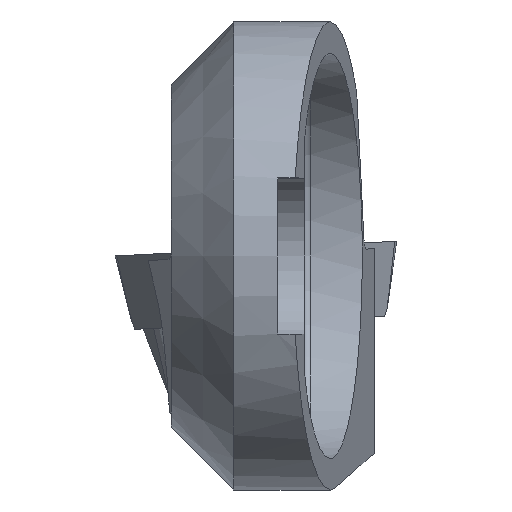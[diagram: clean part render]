
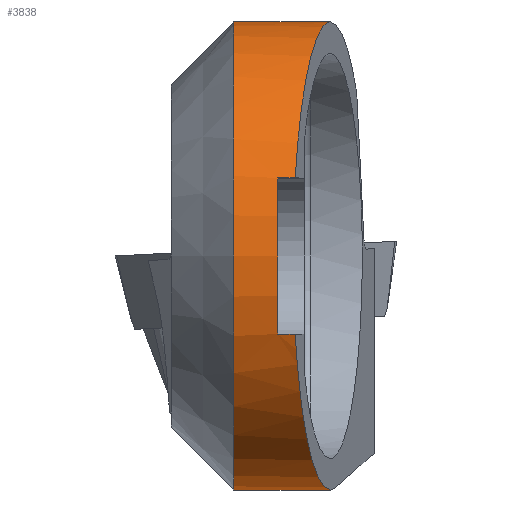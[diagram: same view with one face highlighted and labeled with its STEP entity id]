
A CAD part, front view. The second image highlights one B-rep face of the part: STEP entity #3838.
In plain terms, the highlighted cylindrical face has radius 7.5 mm (diameter 15 mm), a partial arc.
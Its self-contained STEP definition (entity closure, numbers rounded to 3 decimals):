
#25 = CARTESIAN_POINT ( 'NONE',  ( -6.2, 0., -7.5 ) ) ;
#45 = EDGE_CURVE ( 'NONE', #3580, #3589, #1200, .T. ) ;
#92 = CARTESIAN_POINT ( 'NONE',  ( -0.282, -7.071, 2.5 ) ) ;
#102 = CARTESIAN_POINT ( 'NONE',  ( -0.282, -7.071, -2.5 ) ) ;
#169 = CARTESIAN_POINT ( 'NONE',  ( -0.108, -5.975, 5.601 ) ) ;
#199 = CARTESIAN_POINT ( 'NONE',  ( -6.2, 0., 0. ) ) ;
#334 = ORIENTED_EDGE ( 'NONE', *, *, #2586, .T. ) ;
#361 = VERTEX_POINT ( 'NONE', #2408 ) ;
#476 = EDGE_CURVE ( 'NONE', #2419, #2477, #2310, .T. ) ;
#501 = VERTEX_POINT ( 'NONE', #1441 ) ;
#538 = LINE ( 'NONE', #1778, #1919 ) ;
#662 = CARTESIAN_POINT ( 'NONE',  ( -2.25, 0., 7.5 ) ) ;
#711 = CARTESIAN_POINT ( 'NONE',  ( -6.2, -7.071, 2.5 ) ) ;
#774 = CARTESIAN_POINT ( 'NONE',  ( -0.282, -7.071, 2.5 ) ) ;
#820 = FACE_OUTER_BOUND ( 'NONE', #2765, .T. ) ;
#950 = CARTESIAN_POINT ( 'NONE',  ( 0.838, 0., 7.5 ) ) ;
#996 = DIRECTION ( 'NONE',  ( 1., 0., 0. ) ) ;
#1002 = CARTESIAN_POINT ( 'NONE',  ( -0.108, -5.975, -5.601 ) ) ;
#1123 = CARTESIAN_POINT ( 'NONE',  ( 0.317, -3.289, -7.5 ) ) ;
#1200 = LINE ( 'NONE', #3014, #1954 ) ;
#1228 = DIRECTION ( 'NONE',  ( 1., 0., 0. ) ) ;
#1275 = CARTESIAN_POINT ( 'NONE',  ( -0.85, -7.071, -2.5 ) ) ;
#1355 = CARTESIAN_POINT ( 'NONE',  ( -2.25, 0., 0. ) ) ;
#1369 = CARTESIAN_POINT ( 'NONE',  ( 0.838, 0., 7.5 ) ) ;
#1393 = DIRECTION ( 'NONE',  ( 0., 0., -1. ) ) ;
#1403 = ORIENTED_EDGE ( 'NONE', *, *, #2674, .T. ) ;
#1441 = CARTESIAN_POINT ( 'NONE',  ( -0.85, -7.071, 2.5 ) ) ;
#1628 = CARTESIAN_POINT ( 'NONE',  ( -0.85, 0., 0. ) ) ;
#1655 =( BOUNDED_CURVE ( )  B_SPLINE_CURVE ( 3, ( #774, #169, #2232, #1369 ),
 .UNSPECIFIED., .F., .T. ) 
 B_SPLINE_CURVE_WITH_KNOTS ( ( 4, 4 ),
 ( 3.481, 4.712 ),
 .UNSPECIFIED. ) 
 CURVE ( )  GEOMETRIC_REPRESENTATION_ITEM ( )  RATIONAL_B_SPLINE_CURVE ( ( 1., 0.878, 0.878, 1. ) ) 
 REPRESENTATION_ITEM ( '' )  );
#1673 = DIRECTION ( 'NONE',  ( 1., 0., 0. ) ) ;
#1691 = CIRCLE ( 'NONE', #3264, 7.5 ) ;
#1710 = ORIENTED_EDGE ( 'NONE', *, *, #2197, .F. ) ;
#1742 = VECTOR ( 'NONE', #2298, 1000. ) ;
#1777 = ORIENTED_EDGE ( 'NONE', *, *, #45, .F. ) ;
#1778 = CARTESIAN_POINT ( 'NONE',  ( -6.2, -7.071, -2.5 ) ) ;
#1919 = VECTOR ( 'NONE', #3529, 1000. ) ;
#1954 = VECTOR ( 'NONE', #996, 1000. ) ;
#1962 = DIRECTION ( 'NONE',  ( -1., 0., 0. ) ) ;
#1992 = ORIENTED_EDGE ( 'NONE', *, *, #476, .T. ) ;
#2197 = EDGE_CURVE ( 'NONE', #501, #3620, #1691, .T. ) ;
#2232 = CARTESIAN_POINT ( 'NONE',  ( 0.317, -3.289, 7.5 ) ) ;
#2259 = DIRECTION ( 'NONE',  ( 0., 0., 1. ) ) ;
#2278 = EDGE_CURVE ( 'NONE', #361, #3580, #3892, .T. ) ;
#2298 = DIRECTION ( 'NONE',  ( 1., 0., 0. ) ) ;
#2310 =( BOUNDED_CURVE ( )  B_SPLINE_CURVE ( 3, ( #2614, #1123, #1002, #102 ),
 .UNSPECIFIED., .F., .T. ) 
 B_SPLINE_CURVE_WITH_KNOTS ( ( 4, 4 ),
 ( 1.571, 2.802 ),
 .UNSPECIFIED. ) 
 CURVE ( )  GEOMETRIC_REPRESENTATION_ITEM ( )  RATIONAL_B_SPLINE_CURVE ( ( 1., 0.878, 0.878, 1. ) ) 
 REPRESENTATION_ITEM ( '' )  );
#2320 = AXIS2_PLACEMENT_3D ( 'NONE', #1355, #1962, #2259 ) ;
#2408 = CARTESIAN_POINT ( 'NONE',  ( -2.25, 0., -7.5 ) ) ;
#2419 = VERTEX_POINT ( 'NONE', #2706 ) ;
#2462 = LINE ( 'NONE', #25, #2936 ) ;
#2477 = VERTEX_POINT ( 'NONE', #3547 ) ;
#2496 = AXIS2_PLACEMENT_3D ( 'NONE', #199, #3269, #3514 ) ;
#2586 = EDGE_CURVE ( 'NONE', #361, #2419, #2462, .T. ) ;
#2614 = CARTESIAN_POINT ( 'NONE',  ( 0.838, 0., -7.5 ) ) ;
#2674 = EDGE_CURVE ( 'NONE', #3781, #3589, #1655, .T. ) ;
#2706 = CARTESIAN_POINT ( 'NONE',  ( 0.838, 0., -7.5 ) ) ;
#2725 = EDGE_CURVE ( 'NONE', #501, #3781, #2884, .T. ) ;
#2765 = EDGE_LOOP ( 'NONE', ( #1777, #3760, #334, #1992, #3298, #1710, #2896, #1403 ) ) ;
#2787 = EDGE_CURVE ( 'NONE', #2477, #3620, #538, .T. ) ;
#2884 = LINE ( 'NONE', #711, #1742 ) ;
#2896 = ORIENTED_EDGE ( 'NONE', *, *, #2725, .T. ) ;
#2936 = VECTOR ( 'NONE', #1228, 1000. ) ;
#2966 = CYLINDRICAL_SURFACE ( 'NONE', #2496, 7.5 ) ;
#3014 = CARTESIAN_POINT ( 'NONE',  ( -6.2, 0., 7.5 ) ) ;
#3264 = AXIS2_PLACEMENT_3D ( 'NONE', #1628, #1673, #1393 ) ;
#3269 = DIRECTION ( 'NONE',  ( 1., 0., 0. ) ) ;
#3298 = ORIENTED_EDGE ( 'NONE', *, *, #2787, .T. ) ;
#3514 = DIRECTION ( 'NONE',  ( 0., 0., -1. ) ) ;
#3529 = DIRECTION ( 'NONE',  ( -1., 0., 0. ) ) ;
#3547 = CARTESIAN_POINT ( 'NONE',  ( -0.282, -7.071, -2.5 ) ) ;
#3580 = VERTEX_POINT ( 'NONE', #662 ) ;
#3589 = VERTEX_POINT ( 'NONE', #950 ) ;
#3620 = VERTEX_POINT ( 'NONE', #1275 ) ;
#3760 = ORIENTED_EDGE ( 'NONE', *, *, #2278, .F. ) ;
#3781 = VERTEX_POINT ( 'NONE', #92 ) ;
#3838 = ADVANCED_FACE ( 'NONE', ( #820 ), #2966, .T. ) ;
#3892 = CIRCLE ( 'NONE', #2320, 7.5 ) ;
